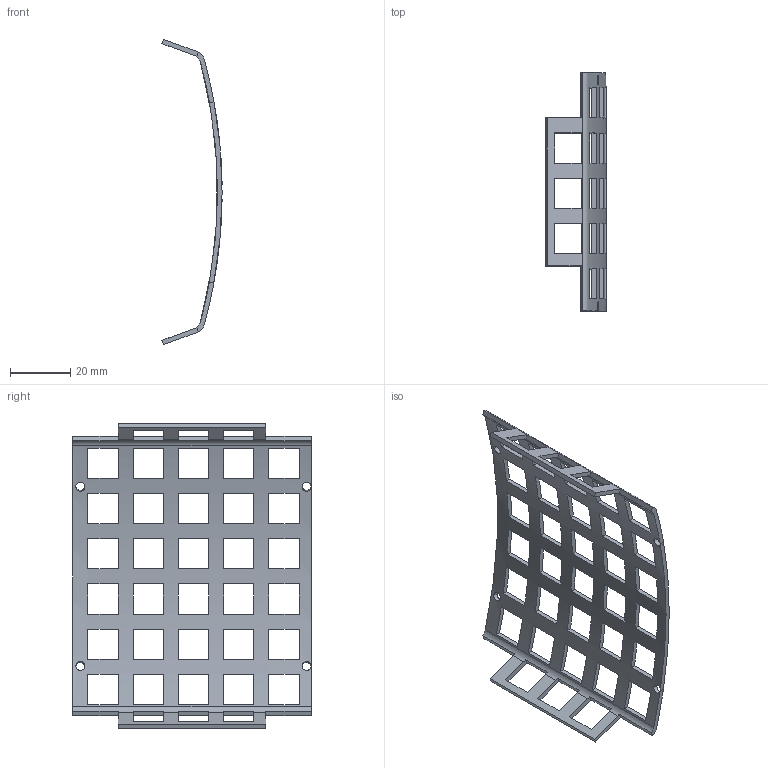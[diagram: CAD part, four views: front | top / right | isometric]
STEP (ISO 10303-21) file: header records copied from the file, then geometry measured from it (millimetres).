
FILE_DESCRIPTION(('CoCreate Modeling STEP Export'),'2;1');
FILE_NAME('grid.stp','2008-12-09T 9:20:20',(''),(''),'CoCreate Modeling STEP processor for AP214 (Solid Model)','CoCreate Modeling 17.00P0623 23-Jun-2008 (C) Parametric Technology GmbH','');
FILE_SCHEMA(('AUTOMOTIVE_DESIGN { 1 0 10303 214 1 1 1 1 }'));
Length unit declared in the file: millimetre
Products named in the file (1): Grid
Bounding box: 19.98 x 79 x 101.21 mm (x, y, z)
Volume: 7454.7 mm3; surface area: 12716.6 mm2
Topology: 1 solids, 1 shells, 176 faces, 554 edges, 364 vertices
Faces by surface type: plane 162, cylinder 14
Entity records: 5845 total; most frequent: CARTESIAN_POINT 1139, ORIENTED_EDGE 1108, DIRECTION 794, EDGE_CURVE 554, VECTOR 366, LINE 366, VERTEX_POINT 364, EDGE_LOOP 240
